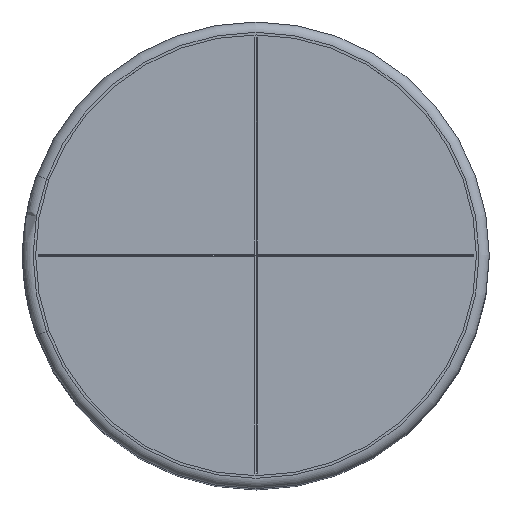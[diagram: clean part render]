
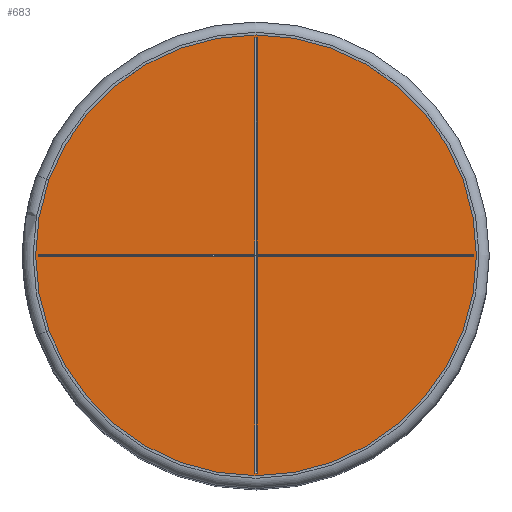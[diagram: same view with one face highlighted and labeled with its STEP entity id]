
A CAD part, top view. The second image highlights one B-rep face of the part: STEP entity #683.
In plain terms, the highlighted planar face has unit normal (0, 0, 1).
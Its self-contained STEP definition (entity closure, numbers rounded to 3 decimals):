
#683=ADVANCED_FACE('',(#1480,#1482),#1484,.T.);
#1480=FACE_BOUND('',#1481,.T.);
#1481=EDGE_LOOP('',(#2131));
#1482=FACE_BOUND('',#1483,.T.);
#1483=EDGE_LOOP('',(#2132,#2133,#2134,#2135,#2136,#2137,#2138,#2139,#2140,#2141,
#2142,#2143));
#1484=PLANE('',#1485);
#1485=AXIS2_PLACEMENT_3D('',#1486,#1487,#1488);
#1486=CARTESIAN_POINT('',(0.,0.,29.9));
#1487=DIRECTION('',(0.,0.,1.));
#1488=DIRECTION('',(1.,0.,0.));
#2131=ORIENTED_EDGE('',*,*,#2469,.T.);
#2132=ORIENTED_EDGE('',*,*,#2497,.T.);
#2133=ORIENTED_EDGE('',*,*,#2498,.T.);
#2134=ORIENTED_EDGE('',*,*,#2499,.T.);
#2135=ORIENTED_EDGE('',*,*,#2500,.T.);
#2136=ORIENTED_EDGE('',*,*,#2501,.T.);
#2137=ORIENTED_EDGE('',*,*,#2502,.T.);
#2138=ORIENTED_EDGE('',*,*,#2503,.T.);
#2139=ORIENTED_EDGE('',*,*,#2504,.T.);
#2140=ORIENTED_EDGE('',*,*,#2505,.T.);
#2141=ORIENTED_EDGE('',*,*,#2506,.T.);
#2142=ORIENTED_EDGE('',*,*,#2507,.T.);
#2143=ORIENTED_EDGE('',*,*,#2508,.T.);
#2469=EDGE_CURVE('',#2884,#2884,#2885,.T.);
#2497=EDGE_CURVE('',#2926,#2927,#2928,.F.);
#2498=EDGE_CURVE('',#2927,#2929,#2930,.F.);
#2499=EDGE_CURVE('',#2929,#2931,#2932,.F.);
#2500=EDGE_CURVE('',#2931,#2933,#2934,.F.);
#2501=EDGE_CURVE('',#2933,#2935,#2936,.F.);
#2502=EDGE_CURVE('',#2935,#2937,#2938,.F.);
#2503=EDGE_CURVE('',#2937,#2939,#2940,.F.);
#2504=EDGE_CURVE('',#2939,#2941,#2942,.F.);
#2505=EDGE_CURVE('',#2941,#2943,#2944,.F.);
#2506=EDGE_CURVE('',#2943,#2945,#2946,.F.);
#2507=EDGE_CURVE('',#2945,#2947,#2948,.F.);
#2508=EDGE_CURVE('',#2947,#2926,#2949,.F.);
#2884=VERTEX_POINT('',#4281);
#2885=CIRCLE('',#4282,8.5);
#2926=VERTEX_POINT('',#4489);
#2927=VERTEX_POINT('',#4490);
#2928=LINE('',#4491,#4492);
#2929=VERTEX_POINT('',#4494);
#2930=LINE('',#4495,#4496);
#2931=VERTEX_POINT('',#4498);
#2932=LINE('',#4499,#4500);
#2933=VERTEX_POINT('',#4502);
#2934=LINE('',#4503,#4504);
#2935=VERTEX_POINT('',#4506);
#2936=LINE('',#4507,#4508);
#2937=VERTEX_POINT('',#4510);
#2938=LINE('',#4511,#4512);
#2939=VERTEX_POINT('',#4514);
#2940=LINE('',#4515,#4516);
#2941=VERTEX_POINT('',#4518);
#2942=LINE('',#4519,#4520);
#2943=VERTEX_POINT('',#4522);
#2944=LINE('',#4523,#4524);
#2945=VERTEX_POINT('',#4526);
#2946=LINE('',#4527,#4528);
#2947=VERTEX_POINT('',#4530);
#2948=LINE('',#4531,#4532);
#2949=LINE('',#4534,#4535);
#4281=CARTESIAN_POINT('',(8.5,0.,29.9));
#4282=AXIS2_PLACEMENT_3D('',#4283,#4284,#4285);
#4283=CARTESIAN_POINT('',(0.,0.,29.9));
#4284=DIRECTION('',(0.,0.,1.));
#4285=DIRECTION('',(1.,0.,0.));
#4489=CARTESIAN_POINT('',(-0.046,-0.05,29.9));
#4490=CARTESIAN_POINT('',(-8.396,-0.05,29.9));
#4491=CARTESIAN_POINT('',(-8.396,-0.05,29.9));
#4492=VECTOR('',#4493,1.);
#4493=DIRECTION('',(1.,0.,0.));
#4494=CARTESIAN_POINT('',(-8.396,0.05,29.9));
#4495=CARTESIAN_POINT('',(-8.396,0.05,29.9));
#4496=VECTOR('',#4497,1.);
#4497=DIRECTION('',(0.,-1.,0.));
#4498=CARTESIAN_POINT('',(-0.046,0.05,29.9));
#4499=CARTESIAN_POINT('',(-0.046,0.05,29.9));
#4500=VECTOR('',#4501,1.);
#4501=DIRECTION('',(-1.,0.,0.));
#4502=CARTESIAN_POINT('',(-0.046,8.4,29.9));
#4503=CARTESIAN_POINT('',(-0.046,8.4,29.9));
#4504=VECTOR('',#4505,1.);
#4505=DIRECTION('',(0.,-1.,0.));
#4506=CARTESIAN_POINT('',(0.054,8.4,29.9));
#4507=CARTESIAN_POINT('',(0.054,8.4,29.9));
#4508=VECTOR('',#4509,1.);
#4509=DIRECTION('',(-1.,0.,0.));
#4510=CARTESIAN_POINT('',(0.054,0.05,29.9));
#4511=CARTESIAN_POINT('',(0.054,0.05,29.9));
#4512=VECTOR('',#4513,1.);
#4513=DIRECTION('',(0.,1.,0.));
#4514=CARTESIAN_POINT('',(8.404,0.05,29.9));
#4515=CARTESIAN_POINT('',(8.404,0.05,29.9));
#4516=VECTOR('',#4517,1.);
#4517=DIRECTION('',(-1.,0.,0.));
#4518=CARTESIAN_POINT('',(8.404,-0.05,29.9));
#4519=CARTESIAN_POINT('',(8.404,-0.05,29.9));
#4520=VECTOR('',#4521,1.);
#4521=DIRECTION('',(0.,1.,0.));
#4522=CARTESIAN_POINT('',(0.054,-0.05,29.9));
#4523=CARTESIAN_POINT('',(0.054,-0.05,29.9));
#4524=VECTOR('',#4525,1.);
#4525=DIRECTION('',(1.,0.,0.));
#4526=CARTESIAN_POINT('',(0.054,-8.4,29.9));
#4527=CARTESIAN_POINT('',(0.054,-8.4,29.9));
#4528=VECTOR('',#4529,1.);
#4529=DIRECTION('',(0.,1.,0.));
#4530=CARTESIAN_POINT('',(-0.046,-8.4,29.9));
#4531=CARTESIAN_POINT('',(-0.046,-8.4,29.9));
#4532=VECTOR('',#4533,1.);
#4533=DIRECTION('',(1.,0.,0.));
#4534=CARTESIAN_POINT('',(-0.046,-0.05,29.9));
#4535=VECTOR('',#4536,1.);
#4536=DIRECTION('',(0.,-1.,0.));
